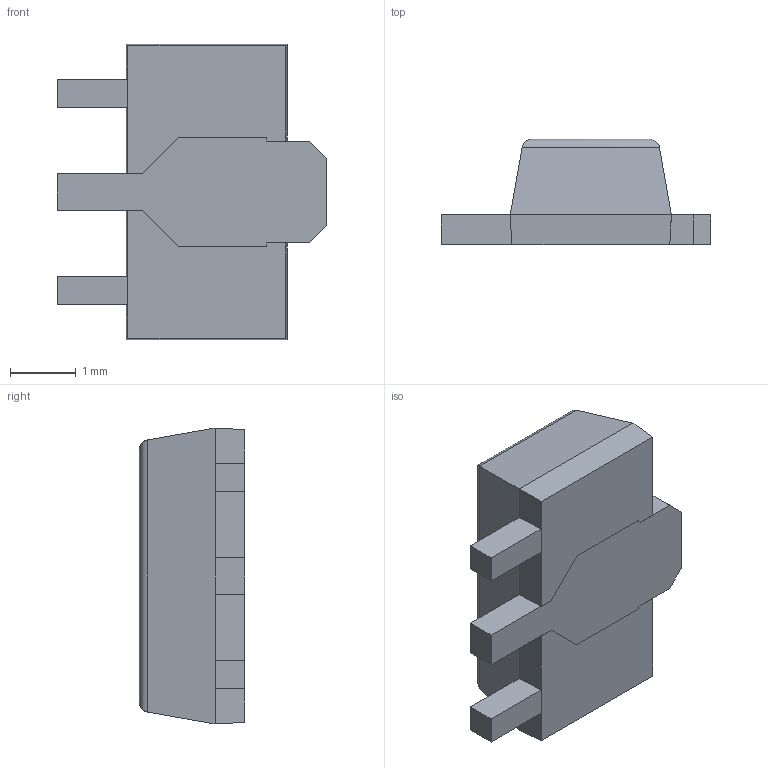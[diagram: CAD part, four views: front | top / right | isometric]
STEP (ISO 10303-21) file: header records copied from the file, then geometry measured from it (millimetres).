
FILE_DESCRIPTION (( 'STEP AP214' ), '1' );
FILE_NAME ('AP2205-50Y-13.STEP', '2023-12-15T04:19:22', ( '' ), ( '' ), 'SwSTEP 2.0', 'SolidWorks 2021', '' );
FILE_SCHEMA (( 'AUTOMOTIVE_DESIGN' ));
Length unit declared in the file: millimetre
Products named in the file (1): AP2205-50Y-13
Bounding box: 4.1 x 1.6 x 4.5 mm (x, y, z)
Volume: 17 mm3; surface area: 60.7 mm2
Topology: 4 solids, 4 shells, 66 faces, 154 edges, 96 vertices
Faces by surface type: plane 62, cylinder 4
Entity records: 1879 total; most frequent: CARTESIAN_POINT 329, ORIENTED_EDGE 308, DIRECTION 284, EDGE_CURVE 154, LINE 150, VECTOR 150, VERTEX_POINT 96, AXIS2_PLACEMENT_3D 67
